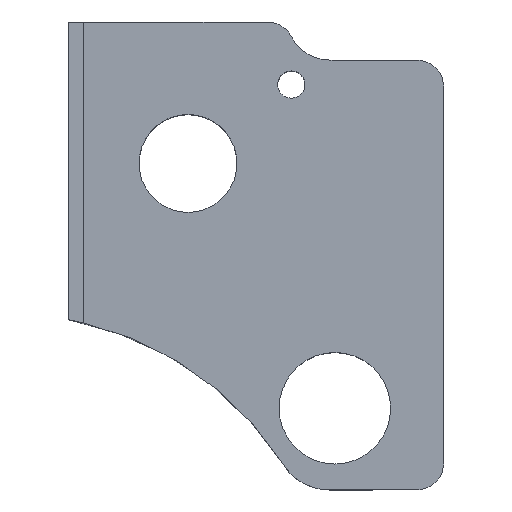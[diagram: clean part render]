
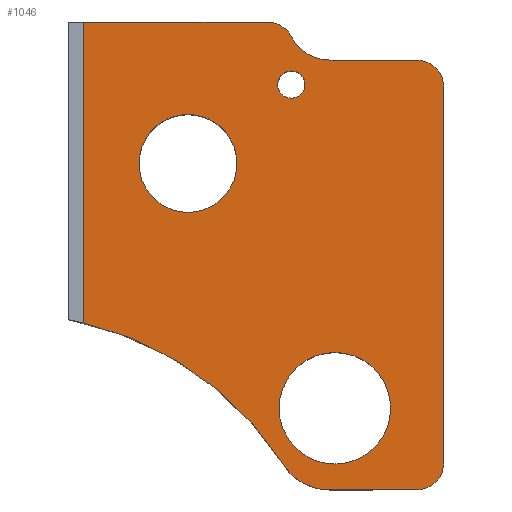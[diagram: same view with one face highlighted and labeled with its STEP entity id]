
A CAD part, top view. The second image highlights one B-rep face of the part: STEP entity #1046.
In plain terms, the highlighted planar face has unit normal (0, 0, 1).
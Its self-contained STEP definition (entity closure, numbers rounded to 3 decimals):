
#10 = CARTESIAN_POINT ( 'NONE',  ( 14.567, 21., 15. ) ) ;
#42 = DIRECTION ( 'NONE',  ( 0., 0., 1. ) ) ;
#62 = ORIENTED_EDGE ( 'NONE', *, *, #1456, .T. ) ;
#74 = VECTOR ( 'NONE', #1183, 1000. ) ;
#83 = EDGE_CURVE ( 'NONE', #195, #699, #207, .T. ) ;
#93 = CARTESIAN_POINT ( 'NONE',  ( 27., -45., 15. ) ) ;
#99 = DIRECTION ( 'NONE',  ( 0., 0., -1. ) ) ;
#108 = DIRECTION ( 'NONE',  ( 0., 0., 1. ) ) ;
#109 = EDGE_LOOP ( 'NONE', ( #1313, #1451 ) ) ;
#111 = CARTESIAN_POINT ( 'NONE',  ( 16.5, 14.5, 15. ) ) ;
#115 = DIRECTION ( 'NONE',  ( 1., 0., 0. ) ) ;
#120 = CARTESIAN_POINT ( 'NONE',  ( 0., 0., 15. ) ) ;
#123 = VERTEX_POINT ( 'NONE', #1190 ) ;
#126 = CIRCLE ( 'NONE', #564, 60. ) ;
#133 = EDGE_LOOP ( 'NONE', ( #1632, #1246, #62, #899, #1537, #902, #1163, #425, #1334, #549, #808 ) ) ;
#137 = DIRECTION ( 'NONE',  ( 0., 0., 1. ) ) ;
#138 = VERTEX_POINT ( 'NONE', #977 ) ;
#157 = CIRCLE ( 'NONE', #938, 5. ) ;
#163 = DIRECTION ( 'NONE',  ( -1., 0., 0. ) ) ;
#167 = CARTESIAN_POINT ( 'NONE',  ( 25.959, -50., 15. ) ) ;
#174 = VERTEX_POINT ( 'NONE', #917 ) ;
#179 = CARTESIAN_POINT ( 'NONE',  ( 26.1, 27., 15. ) ) ;
#185 = PLANE ( 'NONE',  #1034 ) ;
#195 = VERTEX_POINT ( 'NONE', #1138 ) ;
#203 = AXIS2_PLACEMENT_3D ( 'NONE', #1092, #845, #1301 ) ;
#207 = CIRCLE ( 'NONE', #1172, 2.5 ) ;
#216 = CIRCLE ( 'NONE', #844, 10. ) ;
#249 = CARTESIAN_POINT ( 'NONE',  ( -19.2, 26., 15. ) ) ;
#265 = VERTEX_POINT ( 'NONE', #317 ) ;
#278 = DIRECTION ( 'NONE',  ( 0., -1., 0. ) ) ;
#279 = ORIENTED_EDGE ( 'NONE', *, *, #83, .F. ) ;
#294 = LINE ( 'NONE', #1547, #74 ) ;
#303 = ORIENTED_EDGE ( 'NONE', *, *, #1050, .F. ) ;
#313 = DIRECTION ( 'NONE',  ( 1., 0., 0. ) ) ;
#317 = CARTESIAN_POINT ( 'NONE',  ( 47., 14., 15. ) ) ;
#348 = CIRCLE ( 'NONE', #812, 9. ) ;
#364 = FACE_BOUND ( 'NONE', #109, .T. ) ;
#365 = FACE_BOUND ( 'NONE', #1108, .T. ) ;
#408 = CARTESIAN_POINT ( 'NONE',  ( 16.75, -45., 15. ) ) ;
#425 = ORIENTED_EDGE ( 'NONE', *, *, #1518, .T. ) ;
#427 = DIRECTION ( 'NONE',  ( 1., 0., 0. ) ) ;
#435 = CARTESIAN_POINT ( 'NONE',  ( 42., -55., 15. ) ) ;
#438 = CARTESIAN_POINT ( 'NONE',  ( 42., 19., 15. ) ) ;
#456 = CARTESIAN_POINT ( 'NONE',  ( 47., -55., 15. ) ) ;
#473 = VERTEX_POINT ( 'NONE', #1564 ) ;
#512 = VECTOR ( 'NONE', #1511, 1000. ) ;
#532 = DIRECTION ( 'NONE',  ( 0., 0., 1. ) ) ;
#545 = DIRECTION ( 'NONE',  ( 1., 0., 0. ) ) ;
#549 = ORIENTED_EDGE ( 'NONE', *, *, #689, .T. ) ;
#564 = AXIS2_PLACEMENT_3D ( 'NONE', #1084, #994, #595 ) ;
#572 = VERTEX_POINT ( 'NONE', #695 ) ;
#595 = DIRECTION ( 'NONE',  ( 1., 0., 0. ) ) ;
#597 = EDGE_CURVE ( 'NONE', #946, #572, #660, .T. ) ;
#598 = CARTESIAN_POINT ( 'NONE',  ( 14.567, 26., 15. ) ) ;
#617 = CIRCLE ( 'NONE', #673, 8. ) ;
#622 = CARTESIAN_POINT ( 'NONE',  ( 0., 0., 15. ) ) ;
#624 = DIRECTION ( 'NONE',  ( -1., 0., 0. ) ) ;
#644 = AXIS2_PLACEMENT_3D ( 'NONE', #120, #108, #868 ) ;
#650 = AXIS2_PLACEMENT_3D ( 'NONE', #1102, #1087, #706 ) ;
#654 = EDGE_CURVE ( 'NONE', #572, #1136, #1321, .T. ) ;
#660 = LINE ( 'NONE', #598, #1296 ) ;
#668 = EDGE_CURVE ( 'NONE', #1299, #123, #617, .T. ) ;
#673 = AXIS2_PLACEMENT_3D ( 'NONE', #179, #99, #163 ) ;
#674 = CIRCLE ( 'NONE', #1590, 10.25 ) ;
#689 = EDGE_CURVE ( 'NONE', #123, #946, #1113, .T. ) ;
#695 = CARTESIAN_POINT ( 'NONE',  ( -19.2, 26., 15. ) ) ;
#699 = VERTEX_POINT ( 'NONE', #111 ) ;
#706 = DIRECTION ( 'NONE',  ( 1., 0., 0. ) ) ;
#709 = EDGE_CURVE ( 'NONE', #1435, #1619, #294, .T. ) ;
#716 = CIRCLE ( 'NONE', #203, 5. ) ;
#720 = DIRECTION ( 'NONE',  ( 1., 0., 0. ) ) ;
#729 = CIRCLE ( 'NONE', #650, 10.25 ) ;
#775 = DIRECTION ( 'NONE',  ( 1., 0., 0. ) ) ;
#780 = EDGE_CURVE ( 'NONE', #138, #1551, #1255, .T. ) ;
#799 = AXIS2_PLACEMENT_3D ( 'NONE', #10, #42, #775 ) ;
#808 = ORIENTED_EDGE ( 'NONE', *, *, #597, .T. ) ;
#812 = AXIS2_PLACEMENT_3D ( 'NONE', #622, #1520, #720 ) ;
#829 = DIRECTION ( 'NONE',  ( 1., 0., 0. ) ) ;
#834 = CARTESIAN_POINT ( 'NONE',  ( 42., 19., 15. ) ) ;
#844 = AXIS2_PLACEMENT_3D ( 'NONE', #167, #1221, #427 ) ;
#845 = DIRECTION ( 'NONE',  ( 0., 0., 1. ) ) ;
#847 = CARTESIAN_POINT ( 'NONE',  ( 19., 14.5, 15. ) ) ;
#868 = DIRECTION ( 'NONE',  ( 1., 0., 0. ) ) ;
#881 = VERTEX_POINT ( 'NONE', #1347 ) ;
#883 = CARTESIAN_POINT ( 'NONE',  ( 26.1, 19., 15. ) ) ;
#891 = CARTESIAN_POINT ( 'NONE',  ( 42., -60., 15. ) ) ;
#899 = ORIENTED_EDGE ( 'NONE', *, *, #709, .T. ) ;
#902 = ORIENTED_EDGE ( 'NONE', *, *, #1358, .T. ) ;
#917 = CARTESIAN_POINT ( 'NONE',  ( 17.532, -55.383, 15. ) ) ;
#938 = AXIS2_PLACEMENT_3D ( 'NONE', #435, #532, #545 ) ;
#946 = VERTEX_POINT ( 'NONE', #1534 ) ;
#966 = CIRCLE ( 'NONE', #1258, 2.5 ) ;
#972 = DIRECTION ( 'NONE',  ( 0., 0., 1. ) ) ;
#977 = CARTESIAN_POINT ( 'NONE',  ( 9., 0., 15. ) ) ;
#991 = DIRECTION ( 'NONE',  ( 1., 0., 0. ) ) ;
#994 = DIRECTION ( 'NONE',  ( 0., 0., -1. ) ) ;
#1014 = EDGE_LOOP ( 'NONE', ( #279, #303 ) ) ;
#1027 = VECTOR ( 'NONE', #278, 1000. ) ;
#1028 = DIRECTION ( 'NONE',  ( 0., 0., 1. ) ) ;
#1034 = AXIS2_PLACEMENT_3D ( 'NONE', #1406, #137, #829 ) ;
#1046 = ADVANCED_FACE ( 'NONE', ( #1593, #1369, #365, #364 ), #185, .T. ) ;
#1050 = EDGE_CURVE ( 'NONE', #699, #195, #966, .T. ) ;
#1061 = CARTESIAN_POINT ( 'NONE',  ( -19.2, -29.3, 15. ) ) ;
#1063 = EDGE_CURVE ( 'NONE', #881, #1477, #674, .T. ) ;
#1084 = CARTESIAN_POINT ( 'NONE',  ( -33.032, -87.684, 15. ) ) ;
#1087 = DIRECTION ( 'NONE',  ( 0., 0., 1. ) ) ;
#1092 = CARTESIAN_POINT ( 'NONE',  ( 42., 14., 15. ) ) ;
#1102 = CARTESIAN_POINT ( 'NONE',  ( 27., -45., 15. ) ) ;
#1108 = EDGE_LOOP ( 'NONE', ( #1142, #1359 ) ) ;
#1113 = CIRCLE ( 'NONE', #799, 5. ) ;
#1122 = DIRECTION ( 'NONE',  ( 0., 1., 0. ) ) ;
#1125 = VECTOR ( 'NONE', #1122, 1000. ) ;
#1136 = VERTEX_POINT ( 'NONE', #1061 ) ;
#1138 = CARTESIAN_POINT ( 'NONE',  ( 21.5, 14.5, 15. ) ) ;
#1142 = ORIENTED_EDGE ( 'NONE', *, *, #780, .F. ) ;
#1152 = EDGE_CURVE ( 'NONE', #1477, #881, #729, .T. ) ;
#1163 = ORIENTED_EDGE ( 'NONE', *, *, #1620, .T. ) ;
#1168 = DIRECTION ( 'NONE',  ( 0., 0., 1. ) ) ;
#1172 = AXIS2_PLACEMENT_3D ( 'NONE', #847, #1028, #115 ) ;
#1183 = DIRECTION ( 'NONE',  ( 1., 0., 0. ) ) ;
#1190 = CARTESIAN_POINT ( 'NONE',  ( 19.003, 23.308, 15. ) ) ;
#1221 = DIRECTION ( 'NONE',  ( 0., 0., 1. ) ) ;
#1246 = ORIENTED_EDGE ( 'NONE', *, *, #1308, .T. ) ;
#1255 = CIRCLE ( 'NONE', #644, 9. ) ;
#1258 = AXIS2_PLACEMENT_3D ( 'NONE', #1291, #1168, #313 ) ;
#1284 = VERTEX_POINT ( 'NONE', #834 ) ;
#1291 = CARTESIAN_POINT ( 'NONE',  ( 19., 14.5, 15. ) ) ;
#1296 = VECTOR ( 'NONE', #624, 1000. ) ;
#1299 = VERTEX_POINT ( 'NONE', #883 ) ;
#1301 = DIRECTION ( 'NONE',  ( 1., 0., 0. ) ) ;
#1308 = EDGE_CURVE ( 'NONE', #1136, #174, #126, .T. ) ;
#1313 = ORIENTED_EDGE ( 'NONE', *, *, #1063, .F. ) ;
#1321 = LINE ( 'NONE', #249, #1027 ) ;
#1334 = ORIENTED_EDGE ( 'NONE', *, *, #668, .T. ) ;
#1347 = CARTESIAN_POINT ( 'NONE',  ( 37.25, -45., 15. ) ) ;
#1358 = EDGE_CURVE ( 'NONE', #473, #265, #1614, .T. ) ;
#1359 = ORIENTED_EDGE ( 'NONE', *, *, #1363, .F. ) ;
#1363 = EDGE_CURVE ( 'NONE', #1551, #138, #348, .T. ) ;
#1369 = FACE_BOUND ( 'NONE', #1014, .T. ) ;
#1393 = CARTESIAN_POINT ( 'NONE',  ( -9., 0., 15. ) ) ;
#1406 = CARTESIAN_POINT ( 'NONE',  ( 14.567, 21., 15. ) ) ;
#1416 = LINE ( 'NONE', #438, #512 ) ;
#1435 = VERTEX_POINT ( 'NONE', #1476 ) ;
#1451 = ORIENTED_EDGE ( 'NONE', *, *, #1152, .F. ) ;
#1456 = EDGE_CURVE ( 'NONE', #174, #1435, #216, .T. ) ;
#1476 = CARTESIAN_POINT ( 'NONE',  ( 25.959, -60., 15. ) ) ;
#1477 = VERTEX_POINT ( 'NONE', #408 ) ;
#1511 = DIRECTION ( 'NONE',  ( -1., 0., 0. ) ) ;
#1518 = EDGE_CURVE ( 'NONE', #1284, #1299, #1416, .T. ) ;
#1520 = DIRECTION ( 'NONE',  ( 0., 0., 1. ) ) ;
#1521 = EDGE_CURVE ( 'NONE', #1619, #473, #157, .T. ) ;
#1534 = CARTESIAN_POINT ( 'NONE',  ( 14.567, 26., 15. ) ) ;
#1537 = ORIENTED_EDGE ( 'NONE', *, *, #1521, .T. ) ;
#1547 = CARTESIAN_POINT ( 'NONE',  ( 25.959, -60., 15. ) ) ;
#1551 = VERTEX_POINT ( 'NONE', #1393 ) ;
#1564 = CARTESIAN_POINT ( 'NONE',  ( 47., -55., 15. ) ) ;
#1590 = AXIS2_PLACEMENT_3D ( 'NONE', #93, #972, #991 ) ;
#1593 = FACE_OUTER_BOUND ( 'NONE', #133, .T. ) ;
#1614 = LINE ( 'NONE', #456, #1125 ) ;
#1619 = VERTEX_POINT ( 'NONE', #891 ) ;
#1620 = EDGE_CURVE ( 'NONE', #265, #1284, #716, .T. ) ;
#1632 = ORIENTED_EDGE ( 'NONE', *, *, #654, .T. ) ;
